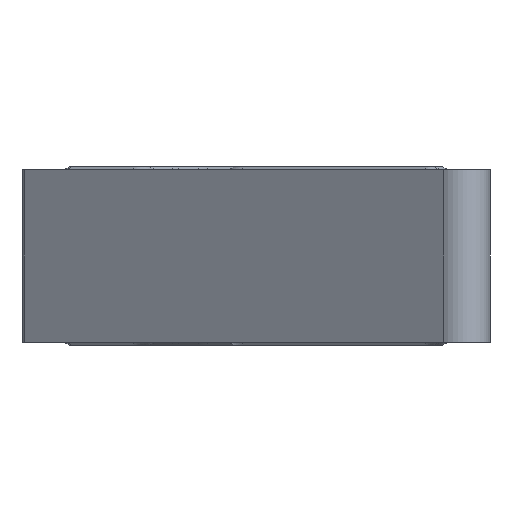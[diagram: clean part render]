
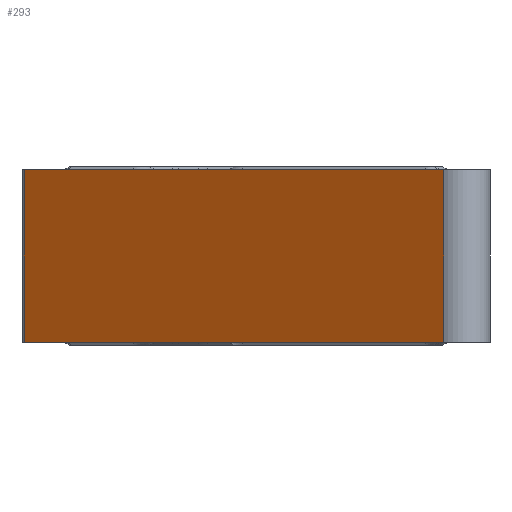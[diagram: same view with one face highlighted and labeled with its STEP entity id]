
A CAD part, left-side view. The second image highlights one B-rep face of the part: STEP entity #293.
In plain terms, the highlighted planar face has unit normal (-0.819, 0.574, 0).
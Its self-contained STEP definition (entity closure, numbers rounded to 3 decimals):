
#293=ADVANCED_FACE('',(#538),#463,.T.);
#463=PLANE('',#3490);
#538=FACE_OUTER_BOUND('',#702,.T.);
#702=EDGE_LOOP('',(#893,#894,#895,#896));
#893=ORIENTED_EDGE('',*,*,#2250,.T.);
#894=ORIENTED_EDGE('',*,*,#2251,.T.);
#895=ORIENTED_EDGE('',*,*,#2247,.T.);
#896=ORIENTED_EDGE('',*,*,#2252,.F.);
#1901=VERTEX_POINT('',#4773);
#1902=VERTEX_POINT('',#4774);
#1903=VERTEX_POINT('',#4779);
#1904=VERTEX_POINT('',#4780);
#2247=EDGE_CURVE('',#1901,#1902,#2877,.T.);
#2250=EDGE_CURVE('',#1903,#1904,#2878,.T.);
#2251=EDGE_CURVE('',#1904,#1901,#2879,.T.);
#2252=EDGE_CURVE('',#1903,#1902,#2880,.T.);
#2877=LINE('',#4772,#3169);
#2878=LINE('',#4778,#3170);
#2879=LINE('',#4781,#3171);
#2880=LINE('',#4782,#3172);
#3169=VECTOR('',#3832,1.);
#3170=VECTOR('',#3839,1.);
#3171=VECTOR('',#3840,1.);
#3172=VECTOR('',#3841,1.);
#3490=AXIS2_PLACEMENT_3D('',#4783,#3842,#3843);
#3832=DIRECTION('',(0.,0.,1.));
#3839=DIRECTION('',(0.,0.,-1.));
#3840=DIRECTION('',(-0.574,-0.819,0.));
#3841=DIRECTION('',(-0.574,-0.819,0.));
#3842=DIRECTION('',(-0.819,0.574,0.));
#3843=DIRECTION('',(0.574,0.819,0.));
#4772=CARTESIAN_POINT('',(0.875,1.249,-2.343));
#4773=CARTESIAN_POINT('',(0.875,1.249,-4.686));
#4774=CARTESIAN_POINT('',(0.875,1.249,-0.001));
#4778=CARTESIAN_POINT('',(8.845,12.632,2.54));
#4779=CARTESIAN_POINT('',(8.845,12.632,-0.001));
#4780=CARTESIAN_POINT('',(8.845,12.632,-4.686));
#4781=CARTESIAN_POINT('',(0.437,0.625,-4.686));
#4782=CARTESIAN_POINT('',(0.437,0.625,-0.001));
#4783=CARTESIAN_POINT('',(0.437,0.625,-2.343));
